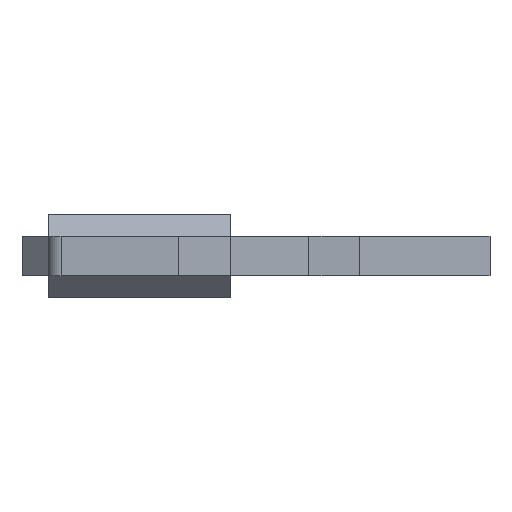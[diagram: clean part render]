
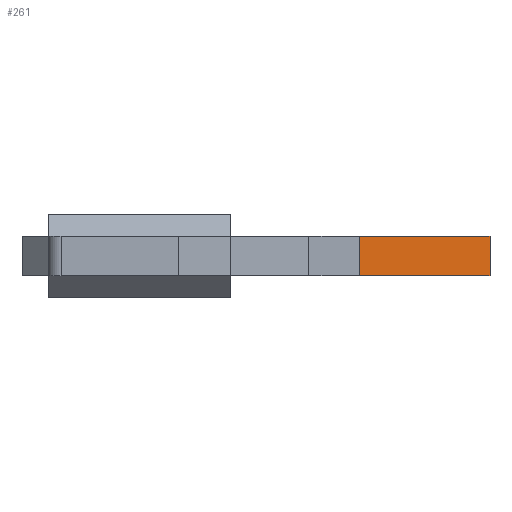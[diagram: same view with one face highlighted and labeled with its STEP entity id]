
A CAD part, left-side view. The second image highlights one B-rep face of the part: STEP entity #261.
In plain terms, the highlighted planar face has unit normal (-0.707, -0.707, 0).
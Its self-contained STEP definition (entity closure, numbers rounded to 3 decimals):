
#48 = DIRECTION ( 'NONE',  ( 0., 0., -1. ) ) ;
#77 = VERTEX_POINT ( 'NONE', #1674 ) ;
#102 = DIRECTION ( 'NONE',  ( -0.707, 0.707, 0. ) ) ;
#261 = ADVANCED_FACE ( 'NONE', ( #689 ), #1705, .F. ) ;
#273 = CARTESIAN_POINT ( 'NONE',  ( -72.5, -72.5, 0. ) ) ;
#307 = EDGE_LOOP ( 'NONE', ( #364, #1978, #1636, #1517 ) ) ;
#331 = VECTOR ( 'NONE', #474, 1000. ) ;
#364 = ORIENTED_EDGE ( 'NONE', *, *, #570, .F. ) ;
#385 = EDGE_CURVE ( 'NONE', #77, #1048, #1619, .T. ) ;
#396 = AXIS2_PLACEMENT_3D ( 'NONE', #678, #1894, #1519 ) ;
#474 = DIRECTION ( 'NONE',  ( 0.707, -0.707, 0. ) ) ;
#531 = CARTESIAN_POINT ( 'NONE',  ( -50., -95., 0. ) ) ;
#557 = VERTEX_POINT ( 'NONE', #1994 ) ;
#570 = EDGE_CURVE ( 'NONE', #1646, #77, #1827, .T. ) ;
#588 = VECTOR ( 'NONE', #1579, 1000. ) ;
#678 = CARTESIAN_POINT ( 'NONE',  ( -100., -45., -10. ) ) ;
#689 = FACE_OUTER_BOUND ( 'NONE', #307, .T. ) ;
#758 = LINE ( 'NONE', #1794, #1390 ) ;
#901 = CARTESIAN_POINT ( 'NONE',  ( -100., -45., -10. ) ) ;
#975 = LINE ( 'NONE', #1685, #331 ) ;
#1048 = VERTEX_POINT ( 'NONE', #1184 ) ;
#1184 = CARTESIAN_POINT ( 'NONE',  ( -100., -45., 15. ) ) ;
#1390 = VECTOR ( 'NONE', #48, 1000. ) ;
#1443 = EDGE_CURVE ( 'NONE', #557, #1646, #758, .T. ) ;
#1517 = ORIENTED_EDGE ( 'NONE', *, *, #385, .F. ) ;
#1519 = DIRECTION ( 'NONE',  ( 0., 0., 1. ) ) ;
#1579 = DIRECTION ( 'NONE',  ( 0., 0., 1. ) ) ;
#1619 = LINE ( 'NONE', #901, #588 ) ;
#1636 = ORIENTED_EDGE ( 'NONE', *, *, #1822, .F. ) ;
#1646 = VERTEX_POINT ( 'NONE', #531 ) ;
#1674 = CARTESIAN_POINT ( 'NONE',  ( -100., -45., 0. ) ) ;
#1685 = CARTESIAN_POINT ( 'NONE',  ( -100., -45., 15. ) ) ;
#1705 = PLANE ( 'NONE',  #396 ) ;
#1794 = CARTESIAN_POINT ( 'NONE',  ( -50., -95., 15. ) ) ;
#1822 = EDGE_CURVE ( 'NONE', #1048, #557, #975, .T. ) ;
#1827 = LINE ( 'NONE', #273, #1851 ) ;
#1851 = VECTOR ( 'NONE', #102, 1000. ) ;
#1894 = DIRECTION ( 'NONE',  ( 0.707, 0.707, 0. ) ) ;
#1978 = ORIENTED_EDGE ( 'NONE', *, *, #1443, .F. ) ;
#1994 = CARTESIAN_POINT ( 'NONE',  ( -50., -95., 15. ) ) ;
